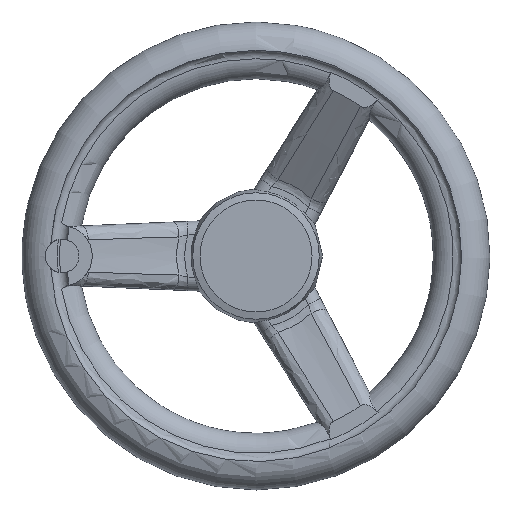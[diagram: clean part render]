
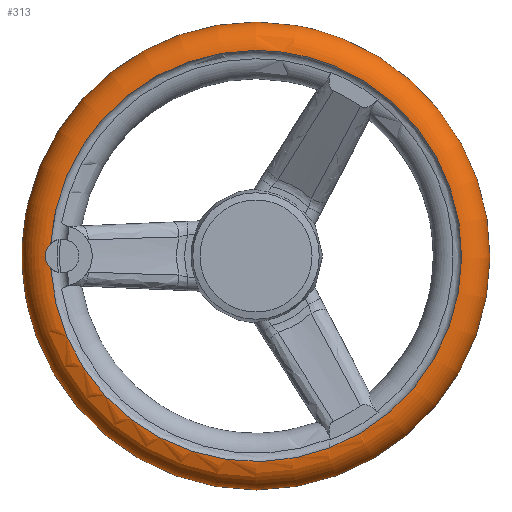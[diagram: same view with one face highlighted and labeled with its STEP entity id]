
A CAD part, left-side view. The second image highlights one B-rep face of the part: STEP entity #313.
In plain terms, the highlighted toroidal (fillet/blend) face has major radius 61.5 mm and minor radius 8.5 mm.
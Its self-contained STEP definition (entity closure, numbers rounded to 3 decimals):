
#309=(
BOUNDED_CURVE()
B_SPLINE_CURVE(3,(#2102,#2103,#2104,#2105),.UNSPECIFIED.,.F.,.F.)
B_SPLINE_CURVE_WITH_KNOTS((4,4),(0.,1.),.UNSPECIFIED.)
CURVE()
GEOMETRIC_REPRESENTATION_ITEM()
RATIONAL_B_SPLINE_CURVE((1.,0.995,0.995,1.))
REPRESENTATION_ITEM('')
);
#310=(
BOUNDED_CURVE()
B_SPLINE_CURVE(3,(#2110,#2111,#2112,#2113),.UNSPECIFIED.,.F.,.F.)
B_SPLINE_CURVE_WITH_KNOTS((4,4),(0.,1.),.UNSPECIFIED.)
CURVE()
GEOMETRIC_REPRESENTATION_ITEM()
RATIONAL_B_SPLINE_CURVE((1.,0.995,0.995,1.))
REPRESENTATION_ITEM('')
);
#311=(
BOUNDED_CURVE()
B_SPLINE_CURVE(3,(#2116,#2117,#2118,#2119),.UNSPECIFIED.,.F.,.F.)
B_SPLINE_CURVE_WITH_KNOTS((4,4),(0.,1.),.UNSPECIFIED.)
CURVE()
GEOMETRIC_REPRESENTATION_ITEM()
RATIONAL_B_SPLINE_CURVE((1.,0.995,0.995,1.))
REPRESENTATION_ITEM('')
);
#313=ADVANCED_FACE('',(#412,#413,#414,#415,#416),#400,.T.);
#400=TOROIDAL_SURFACE('',#1560,61.5,8.5);
#412=FACE_BOUND('',#434,.T.);
#413=FACE_BOUND('',#435,.T.);
#414=FACE_BOUND('',#436,.T.);
#415=FACE_BOUND('',#437,.T.);
#416=FACE_BOUND('',#438,.T.);
#434=EDGE_LOOP('',(#630,#631));
#435=EDGE_LOOP('',(#632));
#436=EDGE_LOOP('',(#633,#634));
#437=EDGE_LOOP('',(#635,#636));
#438=EDGE_LOOP('',(#637,#638));
#535=CIRCLE('',#1549,61.5);
#544=CIRCLE('',#1559,61.5);
#630=ORIENTED_EDGE('',*,*,#1226,.T.);
#631=ORIENTED_EDGE('',*,*,#1226,.F.);
#632=ORIENTED_EDGE('',*,*,#1227,.T.);
#633=ORIENTED_EDGE('',*,*,#1228,.F.);
#634=ORIENTED_EDGE('',*,*,#1228,.T.);
#635=ORIENTED_EDGE('',*,*,#1229,.T.);
#636=ORIENTED_EDGE('',*,*,#1229,.F.);
#637=ORIENTED_EDGE('',*,*,#1230,.F.);
#638=ORIENTED_EDGE('',*,*,#1207,.F.);
#1057=VERTEX_POINT('',#1995);
#1059=VERTEX_POINT('',#2011);
#1078=VERTEX_POINT('',#2106);
#1079=VERTEX_POINT('',#2107);
#1080=VERTEX_POINT('',#2109);
#1081=VERTEX_POINT('',#2114);
#1082=VERTEX_POINT('',#2115);
#1083=VERTEX_POINT('',#2120);
#1084=VERTEX_POINT('',#2121);
#1207=EDGE_CURVE('',#1059,#1057,#535,.T.);
#1226=EDGE_CURVE('',#1078,#1079,#309,.T.);
#1227=EDGE_CURVE('',#1080,#1080,#544,.T.);
#1228=EDGE_CURVE('',#1081,#1082,#310,.T.);
#1229=EDGE_CURVE('',#1083,#1084,#311,.T.);
#1230=EDGE_CURVE('',#1057,#1059,#1440,.T.);
#1440=B_SPLINE_CURVE_WITH_KNOTS('',3,(#2122,#2123,#2124,#2125,#2126,#2127),
.UNSPECIFIED.,.F.,.F.,(4,2,4),(0.,0.5,1.),.UNSPECIFIED.);
#1549=AXIS2_PLACEMENT_3D('',#2012,#1686,#1687);
#1559=AXIS2_PLACEMENT_3D('',#2108,#1706,#1707);
#1560=AXIS2_PLACEMENT_3D('',#2128,#1708,#1709);
#1686=DIRECTION('',(-1.,0.,0.));
#1687=DIRECTION('',(0.,0.,1.));
#1706=DIRECTION('',(-1.,0.,0.));
#1707=DIRECTION('',(0.,0.,1.));
#1708=DIRECTION('',(-1.,0.,0.));
#1709=DIRECTION('',(0.,0.,1.));
#1995=CARTESIAN_POINT('',(271.924,207.668,3.747));
#2011=CARTESIAN_POINT('',(271.924,207.668,-3.747));
#2012=CARTESIAN_POINT('',(271.924,146.282,0.));
#2102=CARTESIAN_POINT('',(273.924,120.327,61.744));
#2103=CARTESIAN_POINT('',(273.924,115.141,59.564));
#2104=CARTESIAN_POINT('',(273.924,110.269,56.751));
#2105=CARTESIAN_POINT('',(273.924,105.788,53.35));
#2106=CARTESIAN_POINT('',(273.924,120.327,61.744));
#2107=CARTESIAN_POINT('',(273.924,105.788,53.35));
#2108=CARTESIAN_POINT('',(288.924,146.282,0.));
#2109=CARTESIAN_POINT('',(288.924,146.282,61.5));
#2110=CARTESIAN_POINT('',(273.924,105.788,-53.35));
#2111=CARTESIAN_POINT('',(273.924,110.269,-56.751));
#2112=CARTESIAN_POINT('',(273.924,115.141,-59.564));
#2113=CARTESIAN_POINT('',(273.924,120.327,-61.744));
#2114=CARTESIAN_POINT('',(273.924,105.788,-53.35));
#2115=CARTESIAN_POINT('',(273.924,120.327,-61.744));
#2116=CARTESIAN_POINT('',(273.924,212.731,-8.394));
#2117=CARTESIAN_POINT('',(273.924,213.436,-2.813));
#2118=CARTESIAN_POINT('',(273.924,213.436,2.813));
#2119=CARTESIAN_POINT('',(273.924,212.731,8.394));
#2120=CARTESIAN_POINT('',(273.924,212.731,-8.394));
#2121=CARTESIAN_POINT('',(273.924,212.731,8.394));
#2122=CARTESIAN_POINT('',(271.924,207.668,3.747));
#2123=CARTESIAN_POINT('',(271.924,208.717,2.799));
#2124=CARTESIAN_POINT('',(272.066,209.333,1.398));
#2125=CARTESIAN_POINT('',(272.066,209.331,-1.404));
#2126=CARTESIAN_POINT('',(271.924,208.719,-2.798));
#2127=CARTESIAN_POINT('',(271.924,207.668,-3.747));
#2128=CARTESIAN_POINT('',(280.424,146.282,0.));
